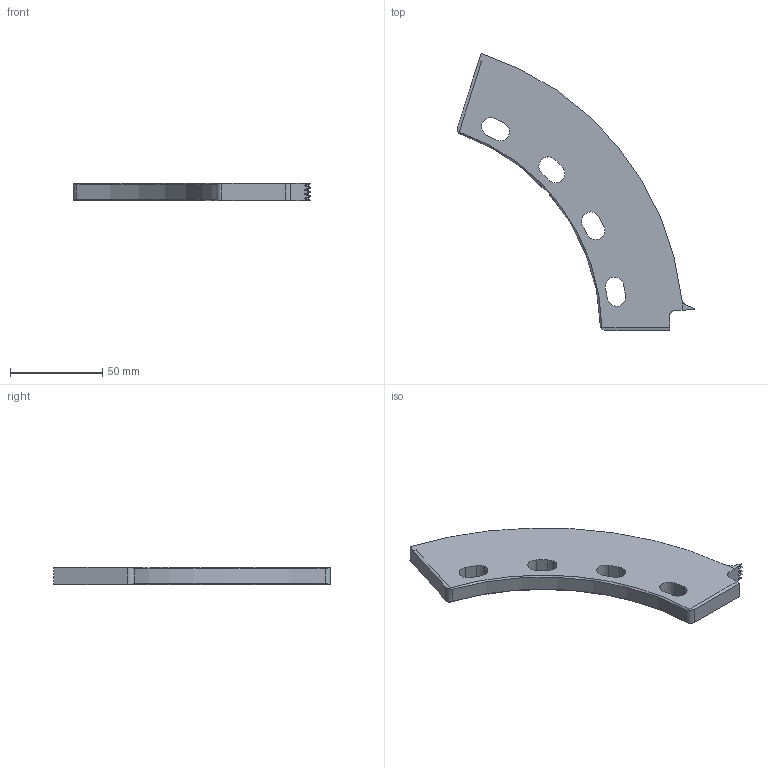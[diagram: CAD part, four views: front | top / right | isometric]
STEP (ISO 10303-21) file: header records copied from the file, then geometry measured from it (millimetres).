
FILE_DESCRIPTION (( 'STEP AP203' ), '1' );
FILE_NAME ('M971136-SRT.STEP', '2022-04-27T15:53:55', ( '' ), ( '' ), 'SwSTEP 2.0', 'SolidWorks 2020', '' );
FILE_SCHEMA (( 'CONFIG_CONTROL_DESIGN' ));
Length unit declared in the file: inch
Products named in the file (1): M971136-SRT
Bounding box: 128.64 x 150.04 x 9.51 mm (x, y, z)
Volume: 66742.3 mm3; surface area: 19702.7 mm2
Topology: 1 solids, 1 shells, 66 faces, 187 edges, 123 vertices
Faces by surface type: cylinder 34, plane 28, torus 2, cone 2
Entity records: 2267 total; most frequent: CARTESIAN_POINT 493, ORIENTED_EDGE 374, DIRECTION 346, EDGE_CURVE 187, AXIS2_PLACEMENT_3D 124, VERTEX_POINT 123, LINE 98, VECTOR 98
